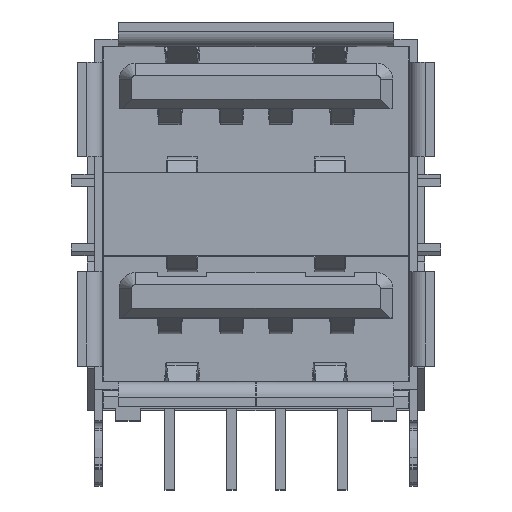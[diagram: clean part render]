
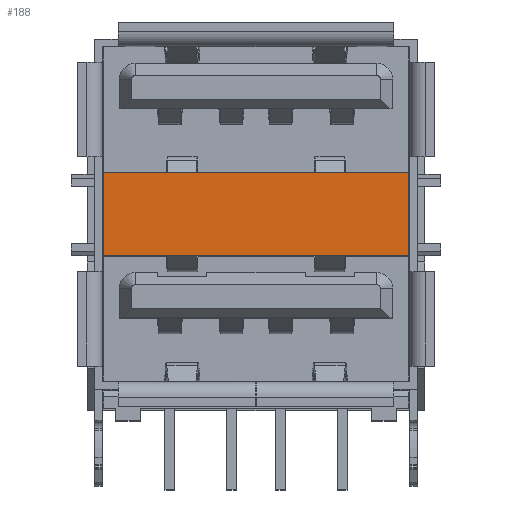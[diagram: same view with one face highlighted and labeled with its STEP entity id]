
A CAD part, top view. The second image highlights one B-rep face of the part: STEP entity #188.
In plain terms, the highlighted planar face has unit normal (0, 0, 1).
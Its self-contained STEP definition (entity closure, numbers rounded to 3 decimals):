
#188=ADVANCED_FACE('3594',(#1126),#1127,.T.);
#1126=FACE_OUTER_BOUND('',#2731,.T.);
#1127=PLANE('',#2732);
#2731=EDGE_LOOP('',(#7333,#7334,#7335,#7336));
#2732=AXIS2_PLACEMENT_3D('',#7337,#7338,#7339);
#7333=ORIENTED_EDGE('',*,*,#12901,.T.);
#7334=ORIENTED_EDGE('',*,*,#12314,.T.);
#7335=ORIENTED_EDGE('',*,*,#12918,.T.);
#7336=ORIENTED_EDGE('',*,*,#12284,.T.);
#7337=CARTESIAN_POINT('',(0.0,0.0,17.0));
#7338=DIRECTION('',(0.0,0.0,1.0));
#7339=DIRECTION('',(1.0,0.0,0.0));
#12284=EDGE_CURVE('4331',#14473,#14471,#14474,.T.);
#12314=EDGE_CURVE('4333',#14531,#14529,#14532,.T.);
#12901=EDGE_CURVE('4332',#14471,#14531,#15556,.T.);
#12918=EDGE_CURVE('4334',#14529,#14473,#15589,.T.);
#14471=VERTEX_POINT('',#17935);
#14473=VERTEX_POINT('',#17938);
#14474=LINE('',#17939,#17940);
#14529=VERTEX_POINT('',#18017);
#14531=VERTEX_POINT('',#18020);
#14532=LINE('',#18021,#18022);
#15556=LINE('',#19530,#19531);
#15589=LINE('',#19580,#19581);
#17935=CARTESIAN_POINT('',(-6.2,-0.906,17.0));
#17938=CARTESIAN_POINT('',(-6.2,2.474,17.0));
#17939=CARTESIAN_POINT('',(-6.2,2.474,17.0));
#17940=VECTOR('',#23858,3.38);
#18017=CARTESIAN_POINT('',(6.2,2.474,17.0));
#18020=CARTESIAN_POINT('',(6.2,-0.906,17.0));
#18021=CARTESIAN_POINT('',(6.2,-0.906,17.0));
#18022=VECTOR('',#23900,3.38);
#19530=CARTESIAN_POINT('',(-6.2,-0.906,17.0));
#19531=VECTOR('',#24706,12.4);
#19580=CARTESIAN_POINT('',(6.2,2.474,17.0));
#19581=VECTOR('',#24723,12.4);
#23858=DIRECTION('',(0.0,-1.0,0.0));
#23900=DIRECTION('',(0.0,1.0,0.0));
#24706=DIRECTION('',(1.0,0.0,0.0));
#24723=DIRECTION('',(-1.0,0.0,0.0));
